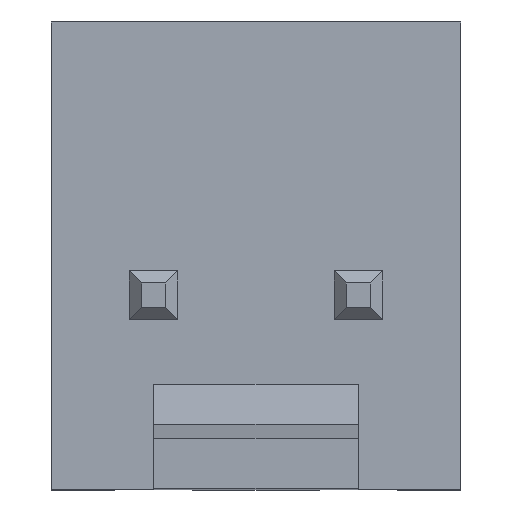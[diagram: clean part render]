
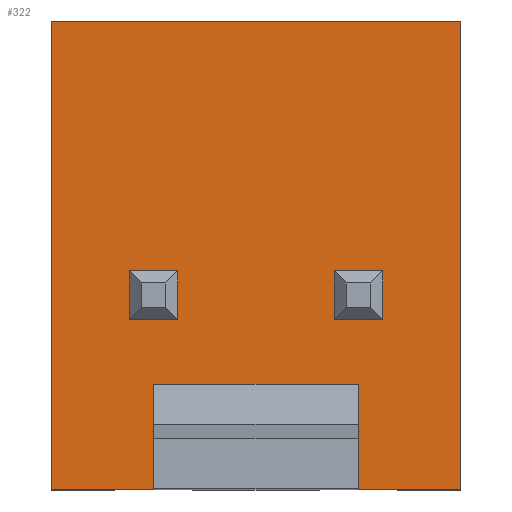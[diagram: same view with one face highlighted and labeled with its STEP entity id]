
A CAD part, top view. The second image highlights one B-rep face of the part: STEP entity #322.
In plain terms, the highlighted planar face has unit normal (0, 0, 1).
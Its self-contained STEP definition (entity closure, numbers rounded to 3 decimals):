
#90=CARTESIAN_POINT('',(2.54,-2.4,3.));
#91=VERTEX_POINT('',#90);
#98=CARTESIAN_POINT('',(-2.54,-2.4,3.));
#99=VERTEX_POINT('',#98);
#100=CARTESIAN_POINT('',(2.54,-2.4,3.));
#101=DIRECTION('',(-1.,0.,0.));
#102=VECTOR('',#101,5.08);
#103=LINE('',#100,#102);
#104=EDGE_CURVE('',#91,#99,#103,.T.);
#238=CARTESIAN_POINT('',(-2.54,3.4,3.));
#239=VERTEX_POINT('',#238);
#246=CARTESIAN_POINT('',(2.54,3.4,3.));
#247=VERTEX_POINT('',#246);
#248=CARTESIAN_POINT('',(2.54,3.4,3.));
#249=DIRECTION('',(-1.,0.,0.));
#250=VECTOR('',#249,5.08);
#251=LINE('',#248,#250);
#252=EDGE_CURVE('',#247,#239,#251,.T.);
#301=CARTESIAN_POINT('',(2.54,-2.4,3.));
#302=DIRECTION('',(0.,0.,1.));
#303=DIRECTION('',(1.,0.,0.));
#304=AXIS2_PLACEMENT_3D('',#301,#302,#303);
#305=PLANE('',#304);
#306=CARTESIAN_POINT('',(-2.54,-2.4,3.));
#307=DIRECTION('',(0.,1.,0.));
#308=VECTOR('',#307,5.8);
#309=LINE('',#306,#308);
#310=EDGE_CURVE('',#99,#239,#309,.T.);
#311=ORIENTED_EDGE('',*,*,#310,.F.);
#312=ORIENTED_EDGE('',*,*,#104,.F.);
#313=CARTESIAN_POINT('',(2.54,-2.4,3.));
#314=DIRECTION('',(0.,1.,0.));
#315=VECTOR('',#314,5.8);
#316=LINE('',#313,#315);
#317=EDGE_CURVE('',#91,#247,#316,.T.);
#318=ORIENTED_EDGE('',*,*,#317,.T.);
#319=ORIENTED_EDGE('',*,*,#252,.T.);
#320=EDGE_LOOP('',(#311,#312,#318,#319));
#321=FACE_BOUND('',#320,.T.);
#322=ADVANCED_FACE('',(#321),#305,.T.);
